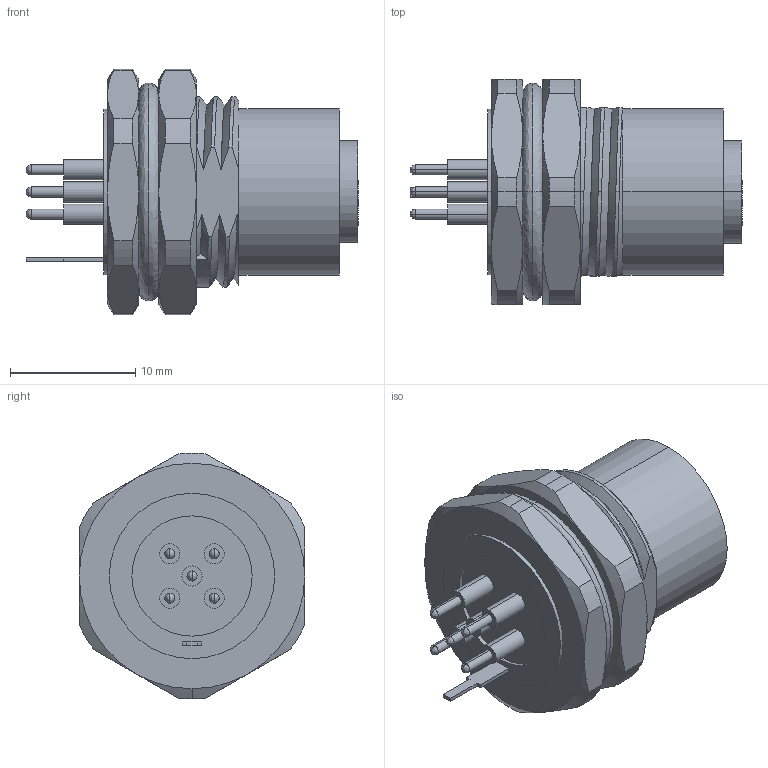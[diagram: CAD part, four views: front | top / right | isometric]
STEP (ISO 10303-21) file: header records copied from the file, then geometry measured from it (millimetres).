
FILE_DESCRIPTION (( 'STEP AP203' ), '1' );
FILE_NAME ('P213.STEP', '2020-03-31T06:18:03', ( 'edpusr' ), ( 'Microsoft' ), 'SwSTEP 2.0', 'SolidWorks 2015', '' );
FILE_SCHEMA (( 'CONFIG_CONTROL_DESIGN' ));
Length unit declared in the file: millimetre
Products named in the file (1): P213
Bounding box: 26.5 x 18 x 19.6 mm (x, y, z)
Volume: 3158.1 mm3; surface area: 2775 mm2
Topology: 6 solids, 6 shells, 210 faces, 499 edges, 310 vertices
Faces by surface type: cylinder 80, plane 54, cone 40, bspline 36
Entity records: 9198 total; most frequent: CARTESIAN_POINT 4666, ORIENTED_EDGE 978, DIRECTION 875, EDGE_CURVE 489, AXIS2_PLACEMENT_3D 353, VERTEX_POINT 310, EDGE_LOOP 229, FACE_OUTER_BOUND 210
